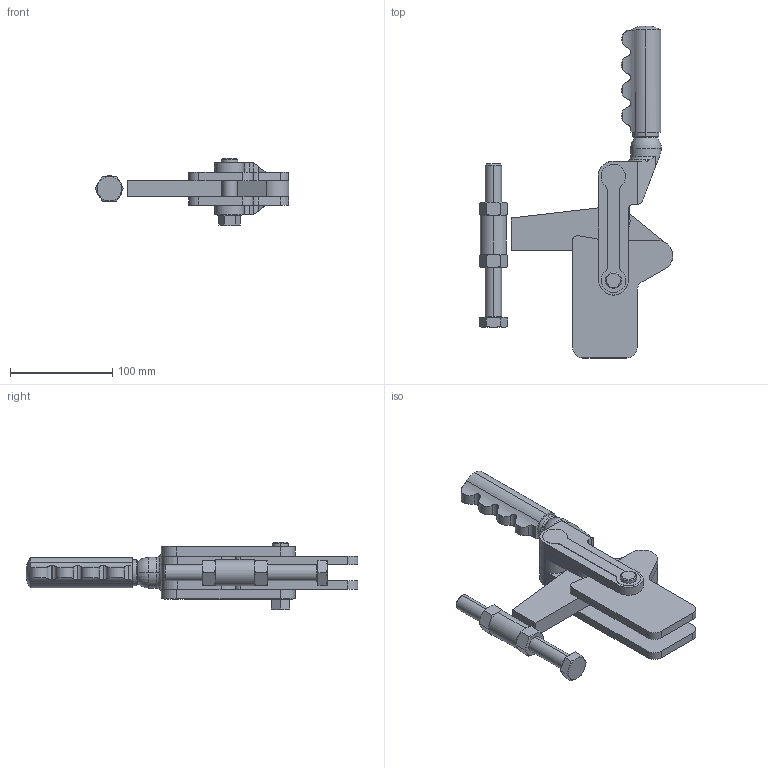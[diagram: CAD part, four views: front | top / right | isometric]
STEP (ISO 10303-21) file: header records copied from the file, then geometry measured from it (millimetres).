
FILE_DESCRIPTION (( 'STEP AP214' ), '1' );
FILE_NAME ('GH-72420(Â²¤Æ).STEP', '2020-03-16T00:39:20', ( 'LinWei' ), ( '' ), 'SwSTEP 2.0', 'SolidWorks 2016', '' );
FILE_SCHEMA (( 'AUTOMOTIVE_DESIGN' ));
Length unit declared in the file: millimetre
Products named in the file (7): Continuous Thread Hexagon Head Bolt_A_JIS-1^GH-72420(Â²¤Æ); 4701908-1^GH-72420(簡化); Group5^GH-72420(簡化); Group4^GH-72420(簡化); Group2^GH-72420(簡化); Group1^GH-72420(簡化); GH-72420(簡化)
Assembly tree (6 placements, depth 2):
  GH-72420(簡化)
    Group1^GH-72420(簡化)
    Group2^GH-72420(簡化)
    Group4^GH-72420(簡化)
    Group5^GH-72420(簡化)
    4701908-1^GH-72420(簡化)
    Continuous Thread Hexagon Head Bolt_A_JIS-1^GH-72420(Â²¤Æ)
Bounding box: 189.43 x 325 x 66.37 mm (x, y, z)
Volume: 542406.4 mm3; surface area: 134310.1 mm2
Topology: 6 solids, 6 shells, 283 faces, 708 edges, 448 vertices
Faces by surface type: plane 121, cylinder 103, cone 48, torus 9, sphere 2
Entity records: 9973 total; most frequent: CARTESIAN_POINT 2360, DIRECTION 1420, ORIENTED_EDGE 1404, EDGE_CURVE 702, AXIS2_PLACEMENT_3D 556, VERTEX_POINT 446, EDGE_LOOP 316, LINE 308
